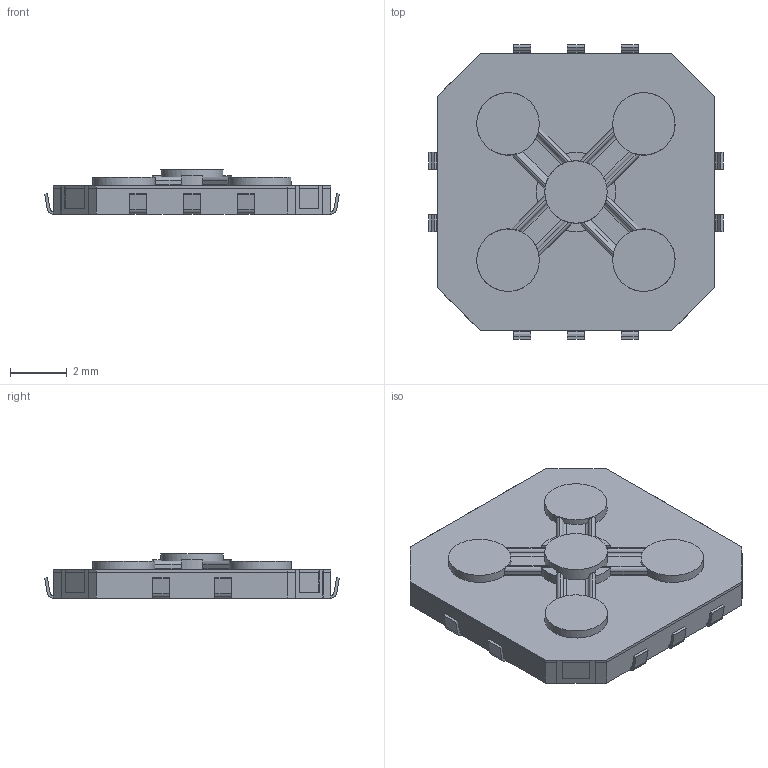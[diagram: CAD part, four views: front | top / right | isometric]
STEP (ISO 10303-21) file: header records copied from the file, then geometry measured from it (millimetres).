
FILE_DESCRIPTION((''),'2;1');
FILE_NAME('JS1300AQ.stp','2018-03-16T14:35:21',('mroman'),(''),'Autodesk Inventor 2012','Autodesk Inventor 2012','');
FILE_SCHEMA(('CONFIG_CONTROL_DESIGN'));
Length unit declared in the file: inch
Products named in the file (1): JS1300AQ
Bounding box: 10.4 x 10.4 x 1.55 mm (x, y, z)
Volume: 100.1 mm3; surface area: 247.4 mm2
Topology: 1 solids, 6 shells, 274 faces, 758 edges, 477 vertices
Faces by surface type: plane 205, cylinder 69
Full cylindrical faces by diameter (mm): 2.2 x1
Entity records: 9157 total; most frequent: CARTESIAN_POINT 2047, ORIENTED_EDGE 1512, DIRECTION 1330, EDGE_CURVE 756, VECTOR 596, LINE 596, VERTEX_POINT 476, AXIS2_PLACEMENT_3D 367
